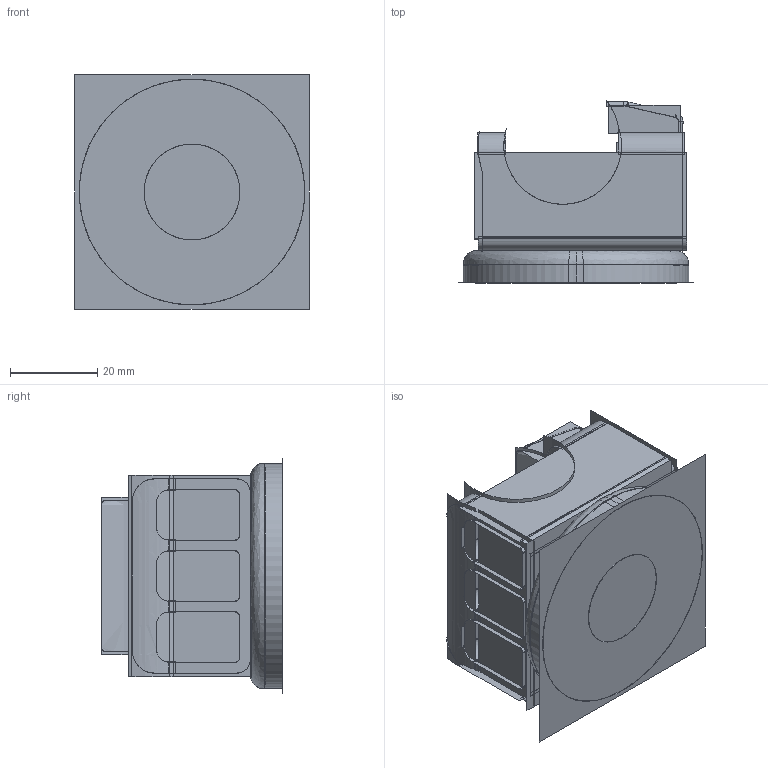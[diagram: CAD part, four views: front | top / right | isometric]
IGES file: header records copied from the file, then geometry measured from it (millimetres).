
Start section:  PTC IGES file: 196108.igs
Global section: file name: 196108.igs; native system: Creo Parametric by Parametric Technology Corporation; preprocessor: 2016010; author: pdmadmin; organization: Unknown; date: 20160801.091754; units: millimetre
Bounding box: 53.89 x 41.73 x 53.87 mm (x, y, z)
Volume: 34105.9 mm3; surface area: 99213.9 mm2
Topology: 6 solids, 6 shells, 478 faces, 2432 edges, 3070 vertices
Faces by surface type: revolution 242, bspline 236
